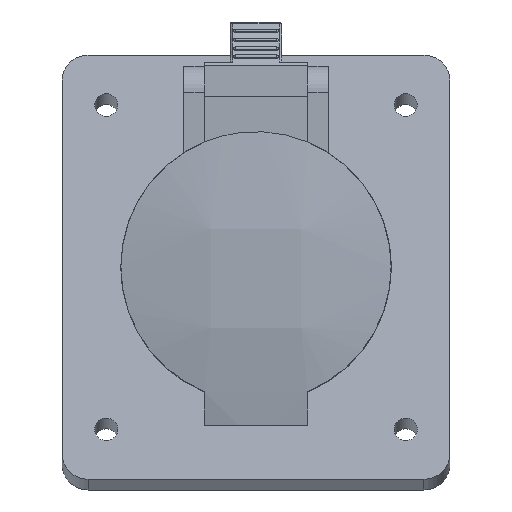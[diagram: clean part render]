
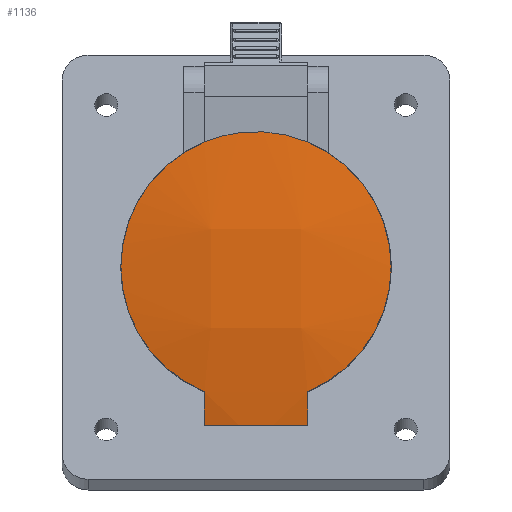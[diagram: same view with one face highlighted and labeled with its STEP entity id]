
A CAD part, top view. The second image highlights one B-rep face of the part: STEP entity #1136.
In plain terms, the highlighted free-form (B-spline) face has degree [3, 3] with [4, 4] control points.
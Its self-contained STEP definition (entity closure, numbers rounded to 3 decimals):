
#301 = ORIENTED_EDGE ( 'NONE', *, *, #15847, .T. ) ;
#1136 = ADVANCED_FACE ( 'NONE', ( #13351 ), #6669, .T. ) ;
#1507 = CARTESIAN_POINT ( 'NONE',  ( -13.897, 27.286, 39.703 ) ) ;
#1682 = EDGE_CURVE ( 'NONE', #10420, #10186, #7489, .T. ) ;
#1964 = CARTESIAN_POINT ( 'NONE',  ( 6.103, -21.039, 39.703 ) ) ;
#2753 = CARTESIAN_POINT ( 'NONE',  ( -3.897, -27.526, -108. ) ) ;
#2768 = CARTESIAN_POINT ( 'NONE',  ( -13.897, -21.039, 39.703 ) ) ;
#3480 = CARTESIAN_POINT ( 'NONE',  ( -13.897, -27.526, 38.494 ) ) ;
#3504 = CARTESIAN_POINT ( 'NONE',  ( -13.897, -25.372, 38.945 ) ) ;
#3699 = CARTESIAN_POINT ( 'NONE',  ( -13.897, -21.039, 39.703 ) ) ;
#3710 = CARTESIAN_POINT ( 'NONE',  ( -13.897, -23.21, 39.348 ) ) ;
#3928 = DIRECTION ( 'NONE',  ( 0., 0., -1. ) ) ;
#4695 = DIRECTION ( 'NONE',  ( 0., -1., 0. ) ) ;
#4801 = DIRECTION ( 'NONE',  ( 0., 0., 1. ) ) ;
#4844 = CARTESIAN_POINT ( 'NONE',  ( -3.897, 3.124, 39.703 ) ) ;
#5452 = CIRCLE ( 'NONE', #6104, 146.835 ) ;
#6013 = CARTESIAN_POINT ( 'NONE',  ( -13.897, -27.526, 38.494 ) ) ;
#6104 = AXIS2_PLACEMENT_3D ( 'NONE', #2753, #11461, #3928 ) ;
#6171 = AXIS2_PLACEMENT_3D ( 'NONE', #10880, #10853, #10840 ) ;
#6226 = VERTEX_POINT ( 'NONE', #1507 ) ;
#6396 = ORIENTED_EDGE ( 'NONE', *, *, #1682, .T. ) ;
#6528 = CARTESIAN_POINT ( 'NONE',  ( 6.103, -23.21, 39.348 ) ) ;
#6669 =( BOUNDED_SURFACE ( )  B_SPLINE_SURFACE ( 3, 3, ( 
 ( #12834, #12516, #12226, #12173 ),
 ( #12122, #11994, #11825, #11747 ),
 ( #11704, #11681, #11616, #11562 ),
 ( #11510, #11403, #11187, #11136 ) ),
 .UNSPECIFIED., .F., .F., .F. ) 
 B_SPLINE_SURFACE_WITH_KNOTS ( ( 4, 4 ),
 ( 4, 4 ),
 ( 0., 1. ),
 ( 0., 1. ),
 .UNSPECIFIED. ) 
 GEOMETRIC_REPRESENTATION_ITEM ( )  RATIONAL_B_SPLINE_SURFACE ( (
 ( 1., 0.989, 0.989, 1.),
 ( 0.988, 0.977, 0.977, 0.988),
 ( 0.988, 0.977, 0.977, 0.988),
 ( 1., 0.989, 0.989, 1.) ) ) 
 REPRESENTATION_ITEM ( '' )  SURFACE ( )  );
#6913 = CARTESIAN_POINT ( 'NONE',  ( 6.103, -21.039, 39.703 ) ) ;
#7010 = CARTESIAN_POINT ( 'NONE',  ( 6.103, -25.372, 38.945 ) ) ;
#7031 = CARTESIAN_POINT ( 'NONE',  ( 6.103, -27.526, 38.494 ) ) ;
#7399 = CARTESIAN_POINT ( 'NONE',  ( 6.103, 27.286, 39.703 ) ) ;
#7489 = B_SPLINE_CURVE_WITH_KNOTS ( 'NONE', 3,
 ( #7031, #7010, #6528, #6913 ),
 .UNSPECIFIED., .F., .F.,
 ( 4, 4 ),
 ( 0., 0.007 ),
 .UNSPECIFIED. ) ;
#8015 = VERTEX_POINT ( 'NONE', #7399 ) ;
#8332 = ORIENTED_EDGE ( 'NONE', *, *, #14512, .T. ) ;
#8505 = VERTEX_POINT ( 'NONE', #2768 ) ;
#9851 = CIRCLE ( 'NONE', #6171, 26.15 ) ;
#9950 = VERTEX_POINT ( 'NONE', #6013 ) ;
#10186 = VERTEX_POINT ( 'NONE', #1964 ) ;
#10420 = VERTEX_POINT ( 'NONE', #11784 ) ;
#10628 = B_SPLINE_CURVE_WITH_KNOTS ( 'NONE', 3,
 ( #3699, #3710, #3504, #3480 ),
 .UNSPECIFIED., .F., .F.,
 ( 4, 4 ),
 ( 0., 0.007 ),
 .UNSPECIFIED. ) ;
#10840 = DIRECTION ( 'NONE',  ( 0., -1., 0. ) ) ;
#10853 = DIRECTION ( 'NONE',  ( 0., 0., 1. ) ) ;
#10880 = CARTESIAN_POINT ( 'NONE',  ( -3.897, 3.124, 39.703 ) ) ;
#11136 = CARTESIAN_POINT ( 'NONE',  ( -30.004, 29.734, 37.294 ) ) ;
#11187 = CARTESIAN_POINT ( 'NONE',  ( -12.691, 29.734, 40.405 ) ) ;
#11249 = ORIENTED_EDGE ( 'NONE', *, *, #12817, .T. ) ;
#11292 = ORIENTED_EDGE ( 'NONE', *, *, #11345, .T. ) ;
#11345 = EDGE_CURVE ( 'NONE', #10186, #8015, #14864, .T. ) ;
#11403 = CARTESIAN_POINT ( 'NONE',  ( 4.898, 29.734, 40.405 ) ) ;
#11461 = DIRECTION ( 'NONE',  ( 0., 1., 0. ) ) ;
#11510 = CARTESIAN_POINT ( 'NONE',  ( 22.211, 29.734, 37.294 ) ) ;
#11562 = CARTESIAN_POINT ( 'NONE',  ( -30.61, 10.715, 40.668 ) ) ;
#11616 = CARTESIAN_POINT ( 'NONE',  ( -12.896, 10.715, 43.851 ) ) ;
#11681 = CARTESIAN_POINT ( 'NONE',  ( 5.102, 10.715, 43.851 ) ) ;
#11704 = CARTESIAN_POINT ( 'NONE',  ( 22.817, 10.715, 40.668 ) ) ;
#11747 = CARTESIAN_POINT ( 'NONE',  ( -30.563, -8.609, 40.407 ) ) ;
#11784 = CARTESIAN_POINT ( 'NONE',  ( 6.103, -27.526, 38.494 ) ) ;
#11825 = CARTESIAN_POINT ( 'NONE',  ( -12.88, -8.609, 43.585 ) ) ;
#11994 = CARTESIAN_POINT ( 'NONE',  ( 5.087, -8.609, 43.585 ) ) ;
#12122 = CARTESIAN_POINT ( 'NONE',  ( 22.77, -8.609, 40.407 ) ) ;
#12173 = CARTESIAN_POINT ( 'NONE',  ( -29.865, -27.526, 36.521 ) ) ;
#12226 = CARTESIAN_POINT ( 'NONE',  ( -12.645, -27.526, 39.615 ) ) ;
#12516 = CARTESIAN_POINT ( 'NONE',  ( 4.851, -27.526, 39.615 ) ) ;
#12628 = EDGE_CURVE ( 'NONE', #8015, #6226, #12938, .T. ) ;
#12817 = EDGE_CURVE ( 'NONE', #6226, #8505, #9851, .T. ) ;
#12834 = CARTESIAN_POINT ( 'NONE',  ( 22.072, -27.526, 36.521 ) ) ;
#12938 = B_SPLINE_CURVE_WITH_KNOTS ( 'NONE', 3,
 ( #15582, #15597, #15498, #15467, #15450, #15398, #15358, #15422, #15343, #15249, #15305, #15284, #15176, #15229 ),
 .UNSPECIFIED., .F., .F.,
 ( 4, 2, 2, 2, 2, 2, 4 ),
 ( 0., 0.005, 0.008, 0.01, 0.015, 0.018, 0.02 ),
 .UNSPECIFIED. ) ;
#13199 = ORIENTED_EDGE ( 'NONE', *, *, #12628, .T. ) ;
#13303 = AXIS2_PLACEMENT_3D ( 'NONE', #4844, #4801, #4695 ) ;
#13351 = FACE_OUTER_BOUND ( 'NONE', #13893, .T. ) ;
#13893 = EDGE_LOOP ( 'NONE', ( #301, #6396, #11292, #13199, #11249, #8332 ) ) ;
#14512 = EDGE_CURVE ( 'NONE', #8505, #9950, #10628, .T. ) ;
#14864 = CIRCLE ( 'NONE', #13303, 26.15 ) ;
#15176 = CARTESIAN_POINT ( 'NONE',  ( -13.1, 27.616, 39.703 ) ) ;
#15229 = CARTESIAN_POINT ( 'NONE',  ( -13.897, 27.286, 39.703 ) ) ;
#15249 = CARTESIAN_POINT ( 'NONE',  ( -9.806, 28.612, 39.703 ) ) ;
#15284 = CARTESIAN_POINT ( 'NONE',  ( -12.289, 27.906, 39.703 ) ) ;
#15305 = CARTESIAN_POINT ( 'NONE',  ( -10.639, 28.404, 39.703 ) ) ;
#15343 = CARTESIAN_POINT ( 'NONE',  ( -7.295, 29.108, 39.703 ) ) ;
#15358 = CARTESIAN_POINT ( 'NONE',  ( -3.037, 29.274, 39.703 ) ) ;
#15398 = CARTESIAN_POINT ( 'NONE',  ( -2.172, 29.231, 39.703 ) ) ;
#15422 = CARTESIAN_POINT ( 'NONE',  ( -5.603, 29.274, 39.703 ) ) ;
#15450 = CARTESIAN_POINT ( 'NONE',  ( -0.467, 29.062, 39.703 ) ) ;
#15467 = CARTESIAN_POINT ( 'NONE',  ( 0.376, 28.936, 39.703 ) ) ;
#15498 = CARTESIAN_POINT ( 'NONE',  ( 2.878, 28.438, 39.703 ) ) ;
#15582 = CARTESIAN_POINT ( 'NONE',  ( 6.103, 27.286, 39.703 ) ) ;
#15597 = CARTESIAN_POINT ( 'NONE',  ( 4.51, 27.946, 39.703 ) ) ;
#15847 = EDGE_CURVE ( 'NONE', #9950, #10420, #5452, .T. ) ;
